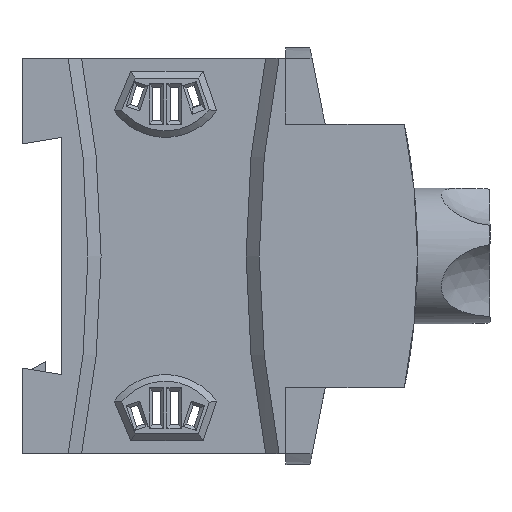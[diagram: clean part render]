
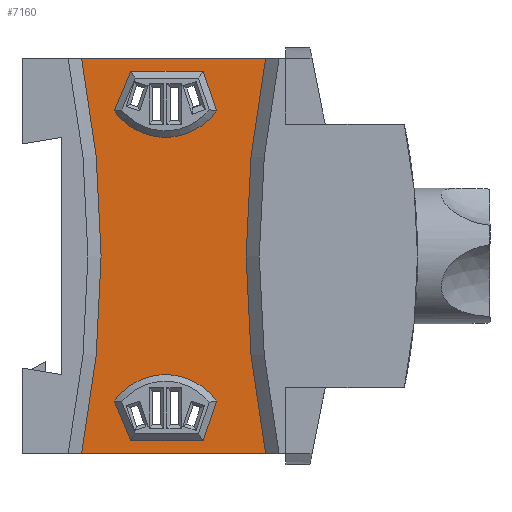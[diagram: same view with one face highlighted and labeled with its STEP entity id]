
A CAD part, left-side view. The second image highlights one B-rep face of the part: STEP entity #7160.
In plain terms, the highlighted face is planar.
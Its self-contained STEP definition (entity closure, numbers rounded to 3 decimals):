
#666=CARTESIAN_POINT('',(60.0,36.96,10.));
#667=VERTEX_POINT('',#666);
#681=CARTESIAN_POINT('',(60.0,9.04,10.));
#682=VERTEX_POINT('',#681);
#683=CARTESIAN_POINT('',(60.0,36.96,10.));
#684=DIRECTION('',(0.0,-1.0,0.0));
#685=VECTOR('',#684,27.92);
#686=LINE('',#683,#685);
#687=EDGE_CURVE('',#667,#682,#686,.T.);
#1263=CARTESIAN_POINT('',(0.,9.04,10.));
#1264=VERTEX_POINT('',#1263);
#1278=CARTESIAN_POINT('',(0.,36.96,10.));
#1279=VERTEX_POINT('',#1278);
#1280=CARTESIAN_POINT('',(0.0,9.04,10.));
#1281=DIRECTION('',(0.0,1.0,0.0));
#1282=VECTOR('',#1281,27.92);
#1283=LINE('',#1280,#1282);
#1284=EDGE_CURVE('',#1264,#1279,#1283,.T.);
#3975=CARTESIAN_POINT('',(58.0,16.5,10.));
#3976=VERTEX_POINT('',#3975);
#3983=CARTESIAN_POINT('',(58.0,27.5,10.));
#3984=VERTEX_POINT('',#3983);
#3985=CARTESIAN_POINT('',(58.0,27.5,10.));
#3986=DIRECTION('',(0.0,-1.0,0.0));
#3987=VECTOR('',#3986,11.0);
#3988=LINE('',#3985,#3987);
#3989=EDGE_CURVE('',#3984,#3976,#3988,.T.);
#4006=CARTESIAN_POINT('',(52.0,14.,10.));
#4007=VERTEX_POINT('',#4006);
#4014=CARTESIAN_POINT('',(58.0,16.5,10.));
#4015=DIRECTION('',(-0.923,-0.385,0.0));
#4016=VECTOR('',#4015,6.5);
#4017=LINE('',#4014,#4016);
#4018=EDGE_CURVE('',#3976,#4007,#4017,.T.);
#5496=CARTESIAN_POINT('',(8.0,14.,10.));
#5497=VERTEX_POINT('',#5496);
#5504=CARTESIAN_POINT('',(8.0,29.5,10.));
#5505=VERTEX_POINT('',#5504);
#5506=CARTESIAN_POINT('',(2.5,21.75,10.));
#5507=DIRECTION('',(0.0,0.0,-1.0));
#5508=DIRECTION('',(0.579,-0.816,0.0));
#5509=AXIS2_PLACEMENT_3D('',#5506,#5507,#5508);
#5510=CIRCLE('',#5509,9.503);
#5511=EDGE_CURVE('',#5505,#5497,#5510,.T.);
#5528=CARTESIAN_POINT('',(2.0,16.5,10.));
#5529=VERTEX_POINT('',#5528);
#5536=CARTESIAN_POINT('',(8.0,14.,10.));
#5537=DIRECTION('',(-0.923,0.385,0.0));
#5538=VECTOR('',#5537,6.5);
#5539=LINE('',#5536,#5538);
#5540=EDGE_CURVE('',#5497,#5529,#5539,.T.);
#6032=CARTESIAN_POINT('',(52.0,29.5,10.));
#6033=VERTEX_POINT('',#6032);
#6040=CARTESIAN_POINT('',(57.5,21.75,10.));
#6041=DIRECTION('',(0.0,0.0,-1.0));
#6042=DIRECTION('',(-0.579,-0.816,0.0));
#6043=AXIS2_PLACEMENT_3D('',#6040,#6041,#6042);
#6044=CIRCLE('',#6043,9.503);
#6045=EDGE_CURVE('',#4007,#6033,#6044,.T.);
#6058=CARTESIAN_POINT('',(52.,29.5,10.));
#6059=DIRECTION('',(0.949,-0.316,0.0));
#6060=VECTOR('',#6059,6.325);
#6061=LINE('',#6058,#6060);
#6062=EDGE_CURVE('',#6033,#3984,#6061,.T.);
#6115=CARTESIAN_POINT('',(2.0,27.5,10.));
#6116=VERTEX_POINT('',#6115);
#6123=CARTESIAN_POINT('',(2.,16.5,10.));
#6124=DIRECTION('',(0.0,1.0,0.0));
#6125=VECTOR('',#6124,11.0);
#6126=LINE('',#6123,#6125);
#6127=EDGE_CURVE('',#5529,#6116,#6126,.T.);
#6140=CARTESIAN_POINT('',(2.0,27.5,10.));
#6141=DIRECTION('',(0.949,0.316,0.0));
#6142=VECTOR('',#6141,6.325);
#6143=LINE('',#6140,#6142);
#6144=EDGE_CURVE('',#6116,#5505,#6143,.T.);
#6884=CARTESIAN_POINT('',(30.,187.5,10.));
#6885=DIRECTION('',(0.,0.,1.));
#6886=DIRECTION('',(-0.198,-0.98,0.));
#6887=AXIS2_PLACEMENT_3D('',#6884,#6885,#6886);
#6888=CIRCLE('',#6887,153.5);
#6889=EDGE_CURVE('',#1279,#667,#6888,.T.);
#6926=CARTESIAN_POINT('',(30.,-141.5,10.));
#6927=DIRECTION('',(0.,0.,1.));
#6928=DIRECTION('',(0.198,0.98,0.));
#6929=AXIS2_PLACEMENT_3D('',#6926,#6927,#6928);
#6930=CIRCLE('',#6929,153.5);
#6931=EDGE_CURVE('',#682,#1264,#6930,.T.);
#7137=CARTESIAN_POINT('',(30.,23.0,10.));
#7138=DIRECTION('',(0.0,0.0,1.0));
#7139=DIRECTION('',(1.0,0.0,0.0));
#7140=AXIS2_PLACEMENT_3D('',#7137,#7138,#7139);
#7141=PLANE('',#7140);
#7142=ORIENTED_EDGE('',*,*,#6889,.F.);
#7143=ORIENTED_EDGE('',*,*,#1284,.F.);
#7144=ORIENTED_EDGE('',*,*,#6931,.F.);
#7145=ORIENTED_EDGE('',*,*,#687,.F.);
#7146=EDGE_LOOP('',(#7142,#7143,#7144,#7145));
#7147=FACE_OUTER_BOUND('',#7146,.T.);
#7148=ORIENTED_EDGE('',*,*,#4018,.T.);
#7149=ORIENTED_EDGE('',*,*,#6045,.T.);
#7150=ORIENTED_EDGE('',*,*,#6062,.T.);
#7151=ORIENTED_EDGE('',*,*,#3989,.T.);
#7152=EDGE_LOOP('',(#7148,#7149,#7150,#7151));
#7153=FACE_BOUND('',#7152,.T.);
#7154=ORIENTED_EDGE('',*,*,#5540,.T.);
#7155=ORIENTED_EDGE('',*,*,#6127,.T.);
#7156=ORIENTED_EDGE('',*,*,#6144,.T.);
#7157=ORIENTED_EDGE('',*,*,#5511,.T.);
#7158=EDGE_LOOP('',(#7154,#7155,#7156,#7157));
#7159=FACE_BOUND('',#7158,.T.);
#7160=ADVANCED_FACE('',(#7147,#7153,#7159),#7141,.T.);
